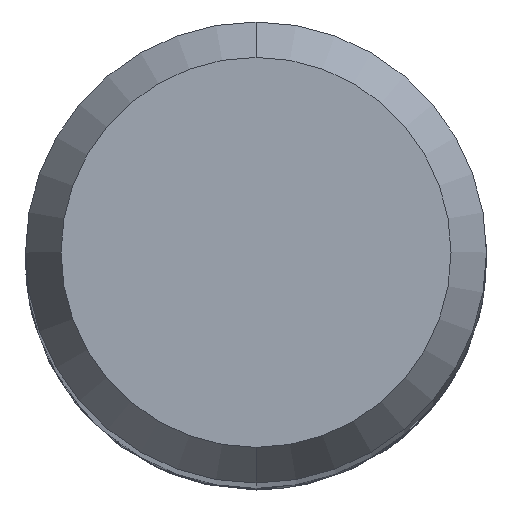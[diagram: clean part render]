
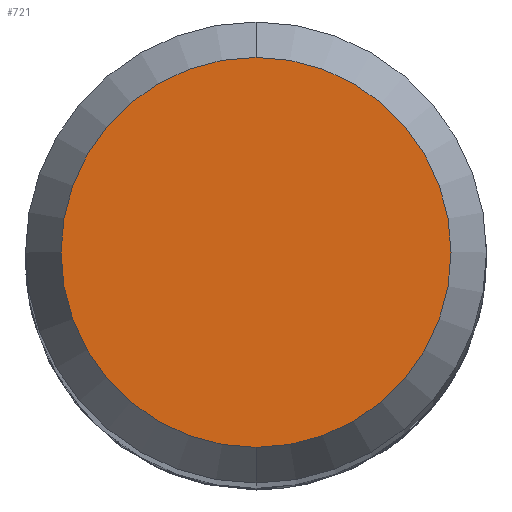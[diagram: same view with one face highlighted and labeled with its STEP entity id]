
A CAD part, top view. The second image highlights one B-rep face of the part: STEP entity #721.
In plain terms, the highlighted planar face has unit normal (0, 0, 1).
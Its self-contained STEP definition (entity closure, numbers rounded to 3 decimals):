
#721=ADVANCED_FACE('',(#1674),#1675,.T.);
#869=EDGE_CURVE('',#1313,#931,#1835,.T.);
#931=VERTEX_POINT('',#1902);
#1287=EDGE_CURVE('',#931,#1313,#2288,.T.);
#1313=VERTEX_POINT('',#2316);
#1674=FACE_OUTER_BOUND('',#6282,.T.);
#1675=PLANE('',#6283);
#1835=CIRCLE('',#7397,2.538);
#1902=CARTESIAN_POINT('',(0.,-2.538,0.0));
#2288=CIRCLE('',#11634,2.538);
#2316=CARTESIAN_POINT('',(0.0,2.538,0.0));
#6282=EDGE_LOOP('',(#13167,#13168));
#6283=AXIS2_PLACEMENT_3D('',#13169,#13170,#13171);
#7397=AXIS2_PLACEMENT_3D('',#13331,#13332,#13333);
#11634=AXIS2_PLACEMENT_3D('',#13743,#13744,#13745);
#13167=ORIENTED_EDGE('',*,*,#869,.F.);
#13168=ORIENTED_EDGE('',*,*,#1287,.F.);
#13169=CARTESIAN_POINT('',(0.0,1.269,0.0));
#13170=DIRECTION('',(-0.0,0.0,1.0));
#13171=DIRECTION('',(0.0,-1.0,0.0));
#13331=CARTESIAN_POINT('',(0.0,0.0,0.0));
#13332=DIRECTION('',(0.0,0.0,-1.0));
#13333=DIRECTION('',(0.0,1.0,0.0));
#13743=CARTESIAN_POINT('',(0.0,0.0,0.0));
#13744=DIRECTION('',(0.0,0.0,-1.0));
#13745=DIRECTION('',(0.0,1.0,0.0));
